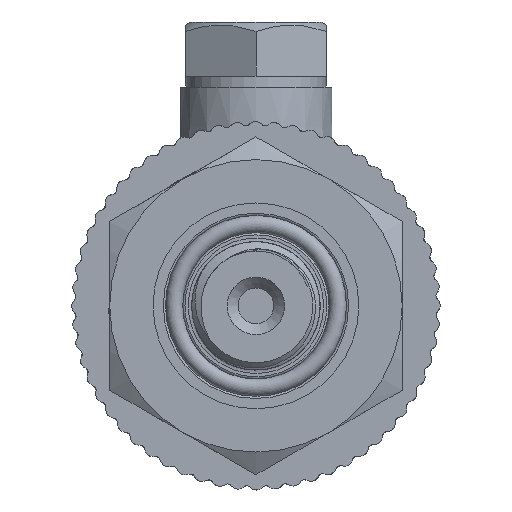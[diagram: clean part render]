
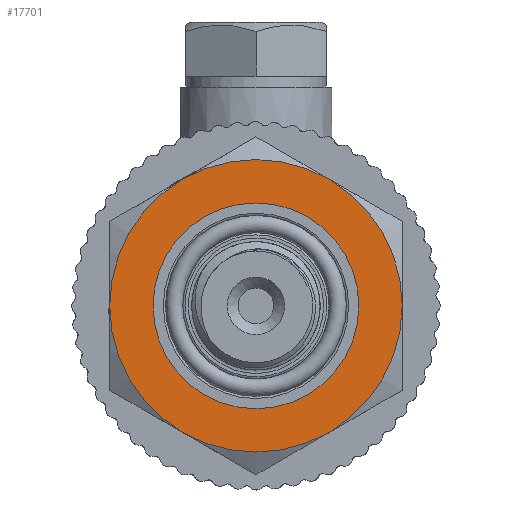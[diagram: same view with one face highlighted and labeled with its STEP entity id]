
A CAD part, left-side view. The second image highlights one B-rep face of the part: STEP entity #17701.
In plain terms, the highlighted face is planar.
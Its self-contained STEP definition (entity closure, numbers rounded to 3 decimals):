
#222=FACE_BOUND('',#2901,.T.);
#850=PLANE('',#18894);
#1857=FACE_OUTER_BOUND('',#2900,.T.);
#2900=EDGE_LOOP('',(#16372));
#2901=EDGE_LOOP('',(#16373));
#3450=CIRCLE('',#18857,13.5);
#3473=CIRCLE('',#18895,9.5);
#8204=VERTEX_POINT('',#55430);
#8222=VERTEX_POINT('',#55493);
#10910=EDGE_CURVE('',#8204,#8204,#3450,.T.);
#10940=EDGE_CURVE('',#8222,#8222,#3473,.T.);
#16372=ORIENTED_EDGE('',*,*,#10910,.T.);
#16373=ORIENTED_EDGE('',*,*,#10940,.F.);
#17701=ADVANCED_FACE('',(#1857,#222),#850,.T.);
#18857=AXIS2_PLACEMENT_3D('',#55431,#21924,#21925);
#18894=AXIS2_PLACEMENT_3D('',#55492,#22005,#22006);
#18895=AXIS2_PLACEMENT_3D('',#55494,#22007,#22008);
#21924=DIRECTION('center_axis',(1.,0.,0.));
#21925=DIRECTION('ref_axis',(0.,0.,-1.));
#22005=DIRECTION('center_axis',(1.,0.,0.));
#22006=DIRECTION('ref_axis',(0.,0.,-1.));
#22007=DIRECTION('center_axis',(1.,0.,0.));
#22008=DIRECTION('ref_axis',(0.,0.,-1.));
#55430=CARTESIAN_POINT('',(-14.,-13.5,0.));
#55431=CARTESIAN_POINT('Origin',(-14.,0.,0.));
#55492=CARTESIAN_POINT('Origin',(-14.,9.5,0.));
#55493=CARTESIAN_POINT('',(-14.,-9.5,0.));
#55494=CARTESIAN_POINT('Origin',(-14.,0.,0.));
